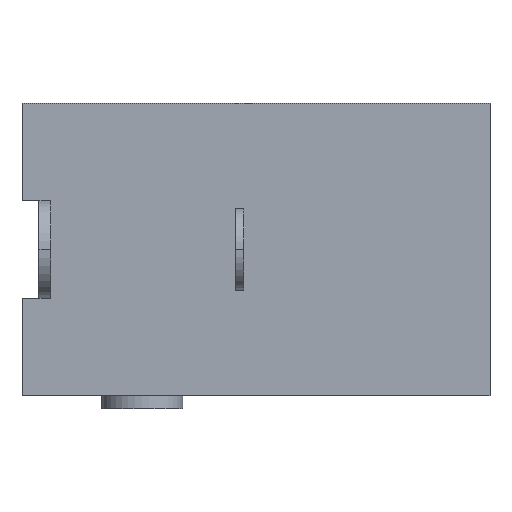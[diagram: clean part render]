
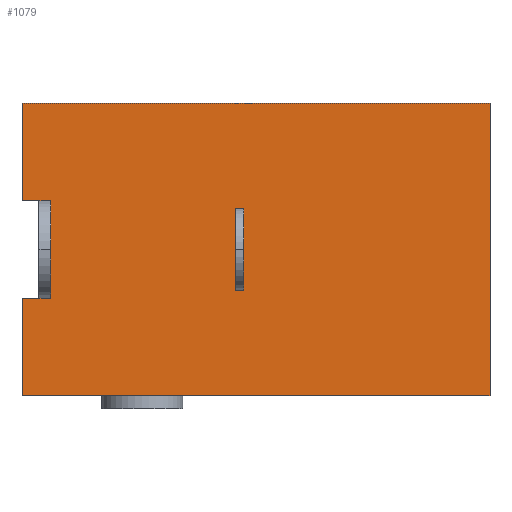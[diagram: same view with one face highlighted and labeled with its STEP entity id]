
A CAD part, front view. The second image highlights one B-rep face of the part: STEP entity #1079.
In plain terms, the highlighted planar face has unit normal (0, -1, 0).
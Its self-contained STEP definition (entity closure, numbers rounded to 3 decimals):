
#21=DIRECTION('',(-1.,0.,0.));
#22=VECTOR('',#21,2.5);
#23=CARTESIAN_POINT('',(-9.45,-6.5,-4.5));
#24=LINE('',#23,#22);
#97=DIRECTION('',(-1.,0.,0.));
#98=VECTOR('',#97,9.45);
#99=CARTESIAN_POINT('',(0.,-6.5,-4.5));
#100=LINE('',#99,#98);
#105=DIRECTION('',(-1.,0.,0.));
#106=VECTOR('',#105,2.45);
#107=CARTESIAN_POINT('',(-11.95,-6.5,-4.5));
#108=LINE('',#107,#106);
#113=DIRECTION('',(0.,0.,-1.));
#114=VECTOR('',#113,3.);
#115=CARTESIAN_POINT('',(-14.4,-6.5,4.5));
#116=LINE('',#115,#114);
#117=DIRECTION('',(-1.,0.,0.));
#118=VECTOR('',#117,0.52);
#119=CARTESIAN_POINT('',(-13.88,-6.5,1.5));
#120=LINE('',#119,#118);
#211=DIRECTION('',(1.,0.,0.));
#212=VECTOR('',#211,0.52);
#213=CARTESIAN_POINT('',(-14.4,-6.5,-1.5));
#214=LINE('',#213,#212);
#219=DIRECTION('',(0.,0.,1.));
#220=VECTOR('',#219,3.);
#221=CARTESIAN_POINT('',(-14.4,-6.5,-4.5));
#222=LINE('',#221,#220);
#305=DIRECTION('',(1.,0.,0.));
#306=VECTOR('',#305,14.4);
#307=CARTESIAN_POINT('',(-14.4,-6.5,4.5));
#308=LINE('',#307,#306);
#381=DIRECTION('',(0.,0.,-1.));
#382=VECTOR('',#381,9.);
#383=CARTESIAN_POINT('',(0.,-6.5,4.5));
#384=LINE('',#383,#382);
#507=DIRECTION('',(-1.,0.,0.));
#508=VECTOR('',#507,0.36);
#509=CARTESIAN_POINT('',(-13.52,-6.5,1.5));
#510=LINE('',#509,#508);
#524=DIRECTION('',(0.,0.,1.));
#525=VECTOR('',#524,3.);
#526=CARTESIAN_POINT('',(-13.52,-6.5,-1.5));
#527=LINE('',#526,#525);
#551=DIRECTION('',(1.,0.,0.));
#552=VECTOR('',#551,0.36);
#553=CARTESIAN_POINT('',(-13.88,-6.5,-1.5));
#554=LINE('',#553,#552);
#571=DIRECTION('',(1.,0.,0.));
#572=VECTOR('',#571,0.25);
#573=CARTESIAN_POINT('',(-7.825,-6.5,-1.25));
#574=LINE('',#573,#572);
#588=DIRECTION('',(0.,0.,1.));
#589=VECTOR('',#588,2.5);
#590=CARTESIAN_POINT('',(-7.575,-6.5,-1.25));
#591=LINE('',#590,#589);
#615=DIRECTION('',(-1.,0.,0.));
#616=VECTOR('',#615,0.25);
#617=CARTESIAN_POINT('',(-7.575,-6.5,1.25));
#618=LINE('',#617,#616);
#627=DIRECTION('',(0.,0.,-1.));
#628=VECTOR('',#627,2.5);
#629=CARTESIAN_POINT('',(-7.825,-6.5,1.25));
#630=LINE('',#629,#628);
#701=CARTESIAN_POINT('',(-13.88,-6.5,-1.5));
#702=CARTESIAN_POINT('',(-13.52,-6.5,-1.5));
#703=VERTEX_POINT('',#701);
#704=VERTEX_POINT('',#702);
#723=CARTESIAN_POINT('',(-11.95,-6.5,-4.5));
#725=VERTEX_POINT('',#723);
#727=CARTESIAN_POINT('',(0.,-6.5,4.5));
#728=CARTESIAN_POINT('',(0.,-6.5,-4.5));
#729=VERTEX_POINT('',#727);
#730=VERTEX_POINT('',#728);
#738=CARTESIAN_POINT('',(-9.45,-6.5,-4.5));
#740=VERTEX_POINT('',#738);
#764=CARTESIAN_POINT('',(-7.575,-6.5,1.25));
#766=VERTEX_POINT('',#764);
#781=CARTESIAN_POINT('',(-14.4,-6.5,-1.5));
#782=VERTEX_POINT('',#781);
#785=CARTESIAN_POINT('',(-13.88,-6.5,1.5));
#786=VERTEX_POINT('',#785);
#789=CARTESIAN_POINT('',(-7.825,-6.5,-1.25));
#790=VERTEX_POINT('',#789);
#801=CARTESIAN_POINT('',(-14.4,-6.5,4.5));
#802=VERTEX_POINT('',#801);
#803=CARTESIAN_POINT('',(-14.4,-6.5,1.5));
#804=VERTEX_POINT('',#803);
#831=CARTESIAN_POINT('',(-14.4,-6.5,-4.5));
#832=VERTEX_POINT('',#831);
#845=CARTESIAN_POINT('',(-7.575,-6.5,-1.25));
#846=VERTEX_POINT('',#845);
#861=CARTESIAN_POINT('',(-7.825,-6.5,1.25));
#862=VERTEX_POINT('',#861);
#863=CARTESIAN_POINT('',(-13.52,-6.5,1.5));
#864=VERTEX_POINT('',#863);
#1041=CARTESIAN_POINT('',(-14.4,-6.5,4.5));
#1042=DIRECTION('',(0.,-1.,0.));
#1043=DIRECTION('',(0.707,0.,-0.707));
#1044=AXIS2_PLACEMENT_3D('',#1041,#1042,#1043);
#1045=PLANE('',#1044);
#1047=ORIENTED_EDGE('',*,*,#1046,.T.);
#1049=ORIENTED_EDGE('',*,*,#1048,.F.);
#1051=ORIENTED_EDGE('',*,*,#1050,.T.);
#1053=ORIENTED_EDGE('',*,*,#1052,.T.);
#1054=ORIENTED_EDGE('',*,*,#1001,.T.);
#1055=ORIENTED_EDGE('',*,*,#901,.T.);
#1056=ORIENTED_EDGE('',*,*,#1025,.T.);
#1058=ORIENTED_EDGE('',*,*,#1057,.T.);
#1060=ORIENTED_EDGE('',*,*,#1059,.T.);
#1062=ORIENTED_EDGE('',*,*,#1061,.T.);
#1064=ORIENTED_EDGE('',*,*,#1063,.T.);
#1066=ORIENTED_EDGE('',*,*,#1065,.T.);
#1067=EDGE_LOOP('',(#1047,#1049,#1051,#1053,#1054,#1055,#1056,#1058,#1060,#1062,
#1064,#1066));
#1068=FACE_OUTER_BOUND('',#1067,.F.);
#1070=ORIENTED_EDGE('',*,*,#1069,.T.);
#1072=ORIENTED_EDGE('',*,*,#1071,.T.);
#1074=ORIENTED_EDGE('',*,*,#1073,.T.);
#1076=ORIENTED_EDGE('',*,*,#1075,.T.);
#1077=EDGE_LOOP('',(#1070,#1072,#1074,#1076));
#1078=FACE_BOUND('',#1077,.F.);
#901=EDGE_CURVE('',#740,#725,#24,.T.);
#1001=EDGE_CURVE('',#730,#740,#100,.T.);
#1025=EDGE_CURVE('',#725,#832,#108,.T.);
#1046=EDGE_CURVE('',#786,#804,#120,.T.);
#1048=EDGE_CURVE('',#802,#804,#116,.T.);
#1050=EDGE_CURVE('',#802,#729,#308,.T.);
#1052=EDGE_CURVE('',#729,#730,#384,.T.);
#1057=EDGE_CURVE('',#832,#782,#222,.T.);
#1059=EDGE_CURVE('',#782,#703,#214,.T.);
#1061=EDGE_CURVE('',#703,#704,#554,.T.);
#1063=EDGE_CURVE('',#704,#864,#527,.T.);
#1065=EDGE_CURVE('',#864,#786,#510,.T.);
#1069=EDGE_CURVE('',#790,#846,#574,.T.);
#1071=EDGE_CURVE('',#846,#766,#591,.T.);
#1073=EDGE_CURVE('',#766,#862,#618,.T.);
#1075=EDGE_CURVE('',#862,#790,#630,.T.);
#1079=ADVANCED_FACE('',(#1068,#1078),#1045,.T.);
